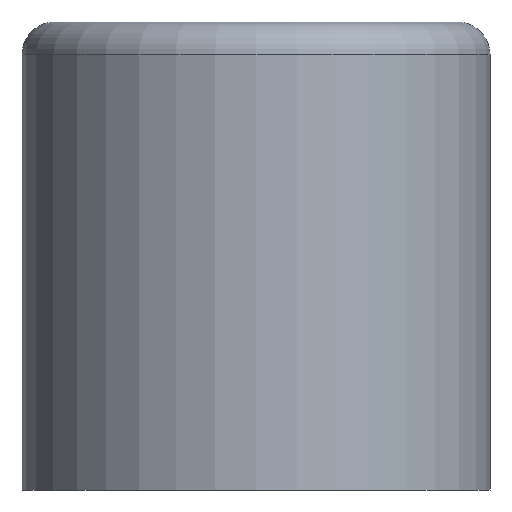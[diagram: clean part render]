
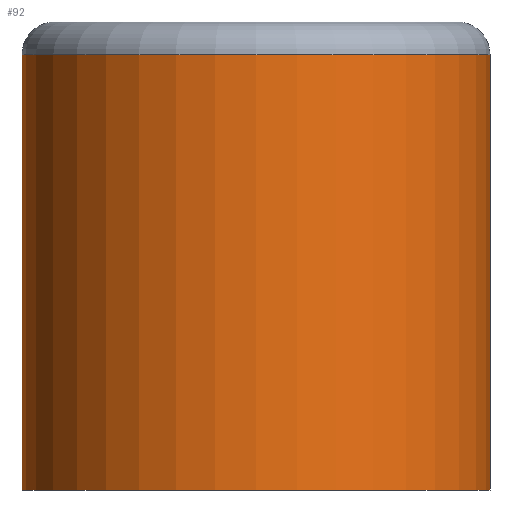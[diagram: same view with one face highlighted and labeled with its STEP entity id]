
A CAD part, front view. The second image highlights one B-rep face of the part: STEP entity #92.
In plain terms, the highlighted cylindrical face has radius 5 mm (diameter 10 mm), a full revolution.
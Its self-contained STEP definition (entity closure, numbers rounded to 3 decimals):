
#15=LINE('',#161,#17);
#17=VECTOR('',#131,5.);
#19=CYLINDRICAL_SURFACE('',#105,5.);
#27=FACE_OUTER_BOUND('',#34,.T.);
#34=EDGE_LOOP('',(#73,#74,#75,#76,#77));
#41=CIRCLE('',#101,5.);
#42=CIRCLE('',#102,5.);
#44=CIRCLE('',#106,5.);
#49=VERTEX_POINT('',#151);
#50=VERTEX_POINT('',#153);
#52=VERTEX_POINT('',#160);
#57=EDGE_CURVE('',#49,#50,#41,.T.);
#58=EDGE_CURVE('',#50,#49,#42,.T.);
#60=EDGE_CURVE('',#50,#52,#15,.T.);
#61=EDGE_CURVE('',#52,#52,#44,.T.);
#73=ORIENTED_EDGE('',*,*,#58,.F.);
#74=ORIENTED_EDGE('',*,*,#60,.T.);
#75=ORIENTED_EDGE('',*,*,#61,.T.);
#76=ORIENTED_EDGE('',*,*,#60,.F.);
#77=ORIENTED_EDGE('',*,*,#57,.F.);
#92=ADVANCED_FACE('',(#27),#19,.T.);
#101=AXIS2_PLACEMENT_3D('',#154,#121,#122);
#102=AXIS2_PLACEMENT_3D('',#155,#123,#124);
#105=AXIS2_PLACEMENT_3D('',#159,#129,#130);
#106=AXIS2_PLACEMENT_3D('',#162,#132,#133);
#121=DIRECTION('center_axis',(0.,0.,1.));
#122=DIRECTION('ref_axis',(-1.,0.,0.));
#123=DIRECTION('center_axis',(0.,0.,1.));
#124=DIRECTION('ref_axis',(-1.,0.,0.));
#129=DIRECTION('center_axis',(0.,0.,1.));
#130=DIRECTION('ref_axis',(-1.,0.,0.));
#131=DIRECTION('',(0.,0.,-1.));
#132=DIRECTION('center_axis',(0.,0.,1.));
#133=DIRECTION('ref_axis',(-1.,0.,0.));
#151=CARTESIAN_POINT('',(-5.,0.,12.3));
#153=CARTESIAN_POINT('',(5.,0.,12.3));
#154=CARTESIAN_POINT('Origin',(0.,0.,12.3));
#155=CARTESIAN_POINT('Origin',(0.,0.,12.3));
#159=CARTESIAN_POINT('Origin',(0.,0.,3.));
#160=CARTESIAN_POINT('',(5.,0.,3.));
#161=CARTESIAN_POINT('',(5.,0.,3.));
#162=CARTESIAN_POINT('Origin',(0.,0.,3.));
